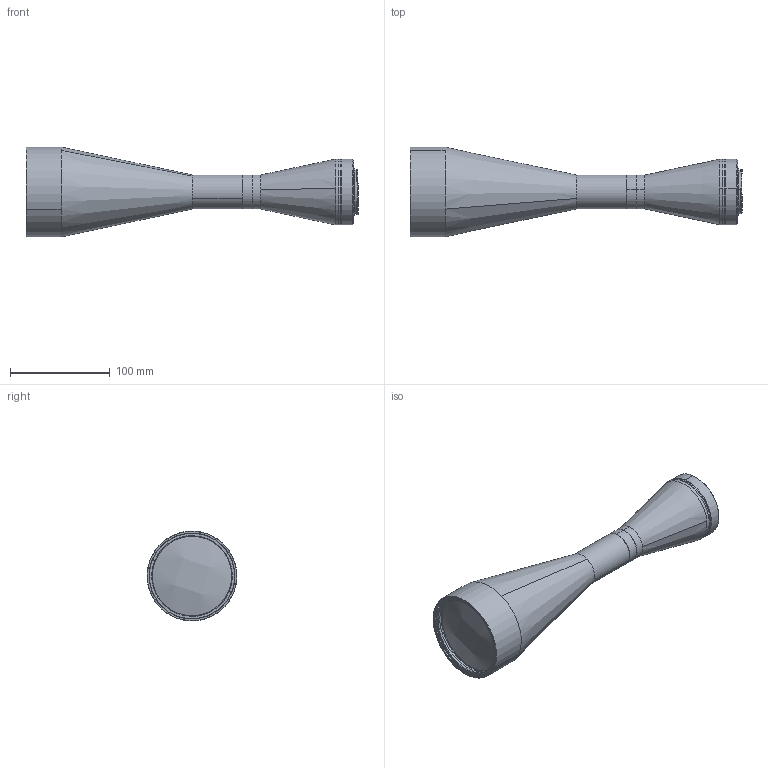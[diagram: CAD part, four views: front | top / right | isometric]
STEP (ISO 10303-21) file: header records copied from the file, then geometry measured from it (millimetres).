
FILE_DESCRIPTION (( 'STEP AP214' ), '1' );
FILE_NAME ('TTL39.2-70-150F.STEP', '2023-05-12T09:20:46', ( '' ), ( '' ), 'SwSTEP 2.0', 'SolidWorks 2022', '' );
FILE_SCHEMA (( 'AUTOMOTIVE_DESIGN' ));
Length unit declared in the file: millimetre
Products named in the file (1): TTL39.2-70-150F
Bounding box: 332.52 x 89.92 x 89.92 mm (x, y, z)
Volume: 421388.2 mm3; surface area: 184681.7 mm2
Topology: 31 solids, 31 shells, 509 faces, 1104 edges, 694 vertices
Faces by surface type: cylinder 202, plane 127, cone 119, bspline 61
Entity records: 21983 total; most frequent: CARTESIAN_POINT 4611, DIRECTION 2607, ORIENTED_EDGE 2208, EDGE_CURVE 1104, AXIS2_PLACEMENT_3D 1096, VERTEX_POINT 694, CIRCLE 647, EDGE_LOOP 590
